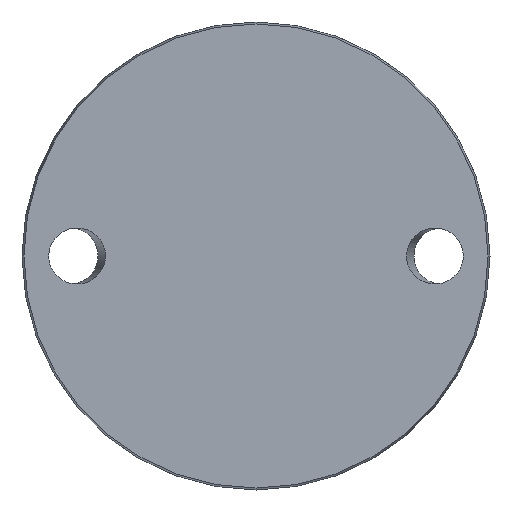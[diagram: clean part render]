
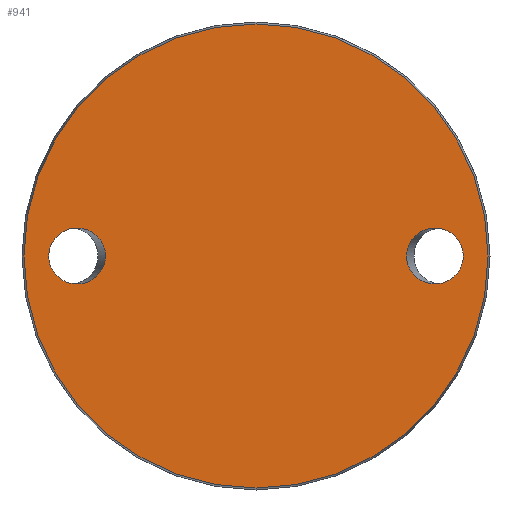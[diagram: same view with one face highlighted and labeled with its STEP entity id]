
A CAD part, front view. The second image highlights one B-rep face of the part: STEP entity #941.
In plain terms, the highlighted planar face has unit normal (0, -1, 0).
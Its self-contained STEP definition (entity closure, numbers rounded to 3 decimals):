
#5 = VERTEX_POINT ( 'NONE', #956 ) ;
#11 = DIRECTION ( 'NONE',  ( 0., -1., 0. ) ) ;
#36 = ORIENTED_EDGE ( 'NONE', *, *, #277, .T. ) ;
#95 = CARTESIAN_POINT ( 'NONE',  ( -44.385, 0., 16.5 ) ) ;
#138 = FACE_BOUND ( 'NONE', #921, .T. ) ;
#153 = ORIENTED_EDGE ( 'NONE', *, *, #749, .F. ) ;
#192 = CARTESIAN_POINT ( 'NONE',  ( 44.385, 0., 16.5 ) ) ;
#277 = EDGE_CURVE ( 'NONE', #5, #5, #394, .T. ) ;
#295 = DIRECTION ( 'NONE',  ( 0., 1., 0. ) ) ;
#326 = CARTESIAN_POINT ( 'NONE',  ( -61.115, 0., 0. ) ) ;
#334 = CARTESIAN_POINT ( 'NONE',  ( -61.115, 0., 0. ) ) ;
#337 = CARTESIAN_POINT ( 'NONE',  ( -44.385, 0., 0. ) ) ;
#351 = CARTESIAN_POINT ( 'NONE',  ( 61.115, 0., -16.5 ) ) ;
#394 = CIRCLE ( 'NONE', #548, 68.425 ) ;
#407 = VERTEX_POINT ( 'NONE', #326 ) ;
#409 = CARTESIAN_POINT ( 'NONE',  ( -61.115, 0., -16.5 ) ) ;
#410 = CARTESIAN_POINT ( 'NONE',  ( 0., 0., 0. ) ) ;
#480 = CARTESIAN_POINT ( 'NONE',  ( -61.115, 0., 16.5 ) ) ;
#523 = CARTESIAN_POINT ( 'NONE',  ( 44.385, 0., 0. ) ) ;
#545 = EDGE_LOOP ( 'NONE', ( #36 ) ) ;
#548 = AXIS2_PLACEMENT_3D ( 'NONE', #410, #11, #805 ) ;
#591 = CARTESIAN_POINT ( 'NONE',  ( 61.115, 0., 16.5 ) ) ;
#595 = CARTESIAN_POINT ( 'NONE',  ( 44.385, 0., -16.5 ) ) ;
#666 = EDGE_CURVE ( 'NONE', #407, #407, #779, .T. ) ;
#671 = CARTESIAN_POINT ( 'NONE',  ( 44.385, 0., 0. ) ) ;
#690 = EDGE_LOOP ( 'NONE', ( #153 ) ) ;
#736 = CARTESIAN_POINT ( 'NONE',  ( -61.115, 0., 0. ) ) ;
#749 = EDGE_CURVE ( 'NONE', #960, #960, #996, .T. ) ;
#768 = PLANE ( 'NONE',  #966 ) ;
#769 = ORIENTED_EDGE ( 'NONE', *, *, #666, .T. ) ;
#779 =( BOUNDED_CURVE ( )  B_SPLINE_CURVE ( 3, ( #736, #480, #95, #337, #942, #409, #334 ),
 .UNSPECIFIED., .T., .T. ) 
 B_SPLINE_CURVE_WITH_KNOTS ( ( 4, 3, 4 ),
 ( 0., 3.142, 6.283 ),
 .UNSPECIFIED. ) 
 CURVE ( )  GEOMETRIC_REPRESENTATION_ITEM ( )  RATIONAL_B_SPLINE_CURVE ( ( 1., 0.333, 0.333, 1., 0.333, 0.333, 1. ) ) 
 REPRESENTATION_ITEM ( '' )  );
#805 = DIRECTION ( 'NONE',  ( 0., 0., -1. ) ) ;
#862 = DIRECTION ( 'NONE',  ( 0., 0., 1. ) ) ;
#872 = CARTESIAN_POINT ( 'NONE',  ( 44.385, 0., 0. ) ) ;
#921 = EDGE_LOOP ( 'NONE', ( #769 ) ) ;
#938 = CARTESIAN_POINT ( 'NONE',  ( -68.425, 0., 0. ) ) ;
#941 = ADVANCED_FACE ( 'NONE', ( #138, #1017, #1005 ), #768, .F. ) ;
#942 = CARTESIAN_POINT ( 'NONE',  ( -44.385, 0., -16.5 ) ) ;
#956 = CARTESIAN_POINT ( 'NONE',  ( 0., 0., -68.425 ) ) ;
#960 = VERTEX_POINT ( 'NONE', #872 ) ;
#966 = AXIS2_PLACEMENT_3D ( 'NONE', #938, #295, #862 ) ;
#996 =( BOUNDED_CURVE ( )  B_SPLINE_CURVE ( 3, ( #671, #595, #351, #1001, #591, #192, #523 ),
 .UNSPECIFIED., .T., .F. ) 
 B_SPLINE_CURVE_WITH_KNOTS ( ( 4, 3, 4 ),
 ( 0., 3.142, 6.283 ),
 .UNSPECIFIED. ) 
 CURVE ( )  GEOMETRIC_REPRESENTATION_ITEM ( )  RATIONAL_B_SPLINE_CURVE ( ( 1., 0.333, 0.333, 1., 0.333, 0.333, 1. ) ) 
 REPRESENTATION_ITEM ( '' )  );
#1001 = CARTESIAN_POINT ( 'NONE',  ( 61.115, 0., 0. ) ) ;
#1005 = FACE_OUTER_BOUND ( 'NONE', #545, .T. ) ;
#1017 = FACE_BOUND ( 'NONE', #690, .T. ) ;
